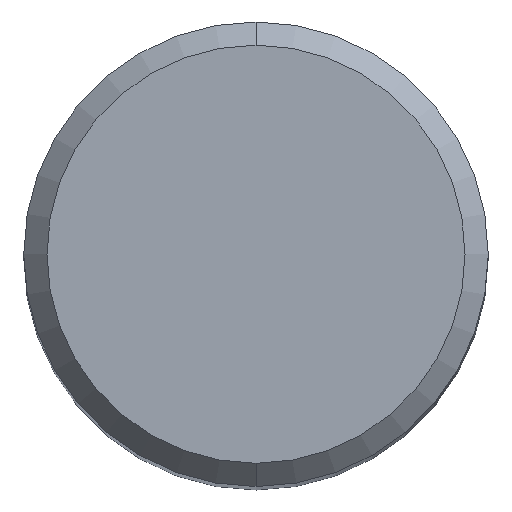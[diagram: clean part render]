
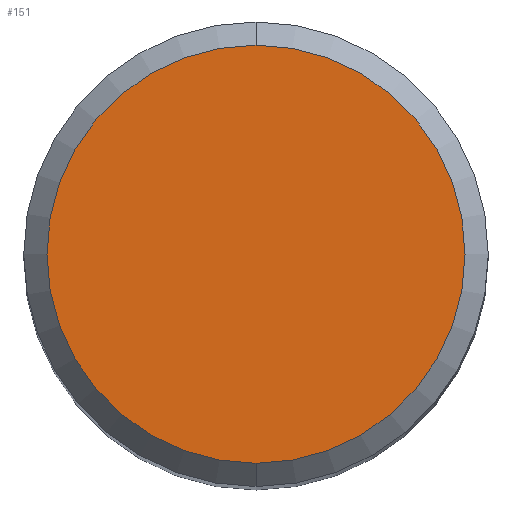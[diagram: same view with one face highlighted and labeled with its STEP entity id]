
A CAD part, top view. The second image highlights one B-rep face of the part: STEP entity #151.
In plain terms, the highlighted planar face has unit normal (0, 0, 1).
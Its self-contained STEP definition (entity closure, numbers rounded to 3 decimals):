
#107=EDGE_CURVE('',#157,#165,#260,.T.);
#151=ADVANCED_FACE('',(#308),#309,.T.);
#157=VERTEX_POINT('',#316);
#165=VERTEX_POINT('',#325);
#185=EDGE_CURVE('',#165,#157,#349,.T.);
#260=CIRCLE('',#423,3.6);
#308=FACE_OUTER_BOUND('',#486,.T.);
#309=PLANE('',#487);
#316=CARTESIAN_POINT('',(0.,-3.6,0.0));
#325=CARTESIAN_POINT('',(0.0,3.6,0.0));
#349=CIRCLE('',#536,3.6);
#423=AXIS2_PLACEMENT_3D('',#618,#619,#620);
#486=EDGE_LOOP('',(#678,#679));
#487=AXIS2_PLACEMENT_3D('',#680,#681,#682);
#536=AXIS2_PLACEMENT_3D('',#735,#736,#737);
#618=CARTESIAN_POINT('',(0.0,0.0,0.0));
#619=DIRECTION('',(0.0,0.0,-1.0));
#620=DIRECTION('',(0.0,1.0,0.0));
#678=ORIENTED_EDGE('',*,*,#185,.F.);
#679=ORIENTED_EDGE('',*,*,#107,.F.);
#680=CARTESIAN_POINT('',(0.0,1.8,0.0));
#681=DIRECTION('',(-0.0,0.0,1.0));
#682=DIRECTION('',(0.0,-1.0,0.0));
#735=CARTESIAN_POINT('',(0.0,0.0,0.0));
#736=DIRECTION('',(0.0,0.0,-1.0));
#737=DIRECTION('',(0.0,1.0,0.0));
